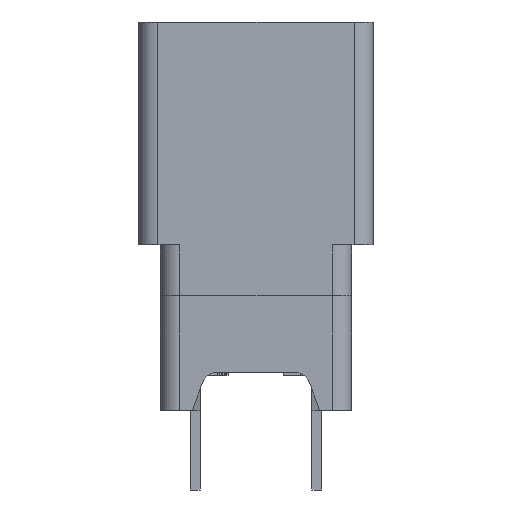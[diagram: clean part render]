
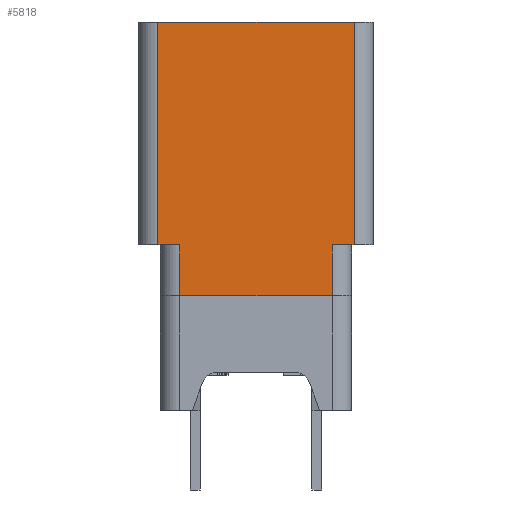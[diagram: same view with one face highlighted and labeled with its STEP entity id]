
A CAD part, left-side view. The second image highlights one B-rep face of the part: STEP entity #5818.
In plain terms, the highlighted planar face has unit normal (-1, 0, 0).
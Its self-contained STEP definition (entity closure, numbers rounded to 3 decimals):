
#3=DIRECTION('',(0.,0.,-1.));
#4=VECTOR('',#3,2.032);
#5=CARTESIAN_POINT('',(-24.892,-3.048,-8.89));
#6=LINE('',#5,#4);
#7=DIRECTION('',(0.,0.,-1.));
#8=VECTOR('',#7,2.032);
#9=CARTESIAN_POINT('',(-24.892,3.048,-8.89));
#10=LINE('',#9,#8);
#11=DIRECTION('',(0.,0.,-1.));
#12=VECTOR('',#11,8.89);
#13=CARTESIAN_POINT('',(-24.892,3.912,0.));
#14=LINE('',#13,#12);
#15=DIRECTION('',(0.,-1.,0.));
#16=VECTOR('',#15,7.823);
#17=CARTESIAN_POINT('',(-24.892,3.912,0.));
#18=LINE('',#17,#16);
#19=DIRECTION('',(0.,0.,1.));
#20=VECTOR('',#19,8.89);
#21=CARTESIAN_POINT('',(-24.892,-3.912,-8.89));
#22=LINE('',#21,#20);
#37=DIRECTION('',(0.,-1.,0.));
#38=VECTOR('',#37,0.864);
#39=CARTESIAN_POINT('',(-24.892,3.912,-8.89));
#40=LINE('',#39,#38);
#41=DIRECTION('',(0.,-1.,0.));
#42=VECTOR('',#41,0.864);
#43=CARTESIAN_POINT('',(-24.892,-3.048,-8.89));
#44=LINE('',#43,#42);
#101=DIRECTION('',(0.,1.,0.));
#102=VECTOR('',#101,6.096);
#103=CARTESIAN_POINT('',(-24.892,-3.048,-10.922));
#104=LINE('',#103,#102);
#4995=CARTESIAN_POINT('',(-24.892,-3.912,0.));
#4997=VERTEX_POINT('',#4995);
#5001=CARTESIAN_POINT('',(-24.892,-3.912,-8.89));
#5002=VERTEX_POINT('',#5001);
#5003=CARTESIAN_POINT('',(-24.892,3.912,-8.89));
#5005=VERTEX_POINT('',#5003);
#5009=CARTESIAN_POINT('',(-24.892,3.912,0.));
#5010=VERTEX_POINT('',#5009);
#5031=CARTESIAN_POINT('',(-24.892,-3.048,-10.922));
#5032=CARTESIAN_POINT('',(-24.892,3.048,-10.922));
#5033=VERTEX_POINT('',#5031);
#5034=VERTEX_POINT('',#5032);
#5044=CARTESIAN_POINT('',(-24.892,3.048,-8.89));
#5046=VERTEX_POINT('',#5044);
#5047=CARTESIAN_POINT('',(-24.892,-3.048,-8.89));
#5049=VERTEX_POINT('',#5047);
#5795=CARTESIAN_POINT('',(-24.892,0.,0.));
#5796=DIRECTION('',(1.,0.,0.));
#5797=DIRECTION('',(0.,-1.,0.));
#5798=AXIS2_PLACEMENT_3D('',#5795,#5796,#5797);
#5799=PLANE('',#5798);
#5801=ORIENTED_EDGE('',*,*,#5800,.F.);
#5803=ORIENTED_EDGE('',*,*,#5802,.T.);
#5805=ORIENTED_EDGE('',*,*,#5804,.T.);
#5807=ORIENTED_EDGE('',*,*,#5806,.F.);
#5809=ORIENTED_EDGE('',*,*,#5808,.F.);
#5811=ORIENTED_EDGE('',*,*,#5810,.F.);
#5813=ORIENTED_EDGE('',*,*,#5812,.T.);
#5815=ORIENTED_EDGE('',*,*,#5814,.F.);
#5816=EDGE_LOOP('',(#5801,#5803,#5805,#5807,#5809,#5811,#5813,#5815));
#5817=FACE_OUTER_BOUND('',#5816,.F.);
#5800=EDGE_CURVE('',#5049,#5002,#44,.T.);
#5802=EDGE_CURVE('',#5049,#5033,#6,.T.);
#5804=EDGE_CURVE('',#5033,#5034,#104,.T.);
#5806=EDGE_CURVE('',#5046,#5034,#10,.T.);
#5808=EDGE_CURVE('',#5005,#5046,#40,.T.);
#5810=EDGE_CURVE('',#5010,#5005,#14,.T.);
#5812=EDGE_CURVE('',#5010,#4997,#18,.T.);
#5814=EDGE_CURVE('',#5002,#4997,#22,.T.);
#5818=ADVANCED_FACE('',(#5817),#5799,.F.);
